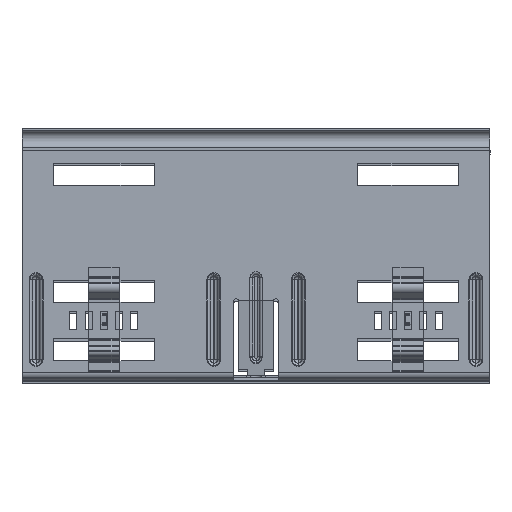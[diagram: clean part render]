
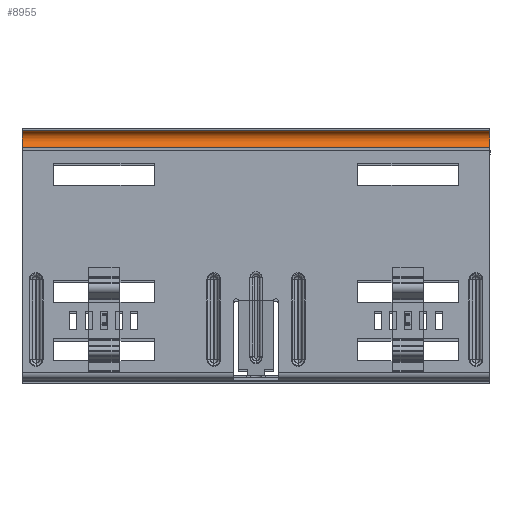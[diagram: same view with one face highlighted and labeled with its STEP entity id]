
A CAD part, top view. The second image highlights one B-rep face of the part: STEP entity #8955.
In plain terms, the highlighted cylindrical face has radius 3.7 mm (diameter 7.4 mm), a partial arc.
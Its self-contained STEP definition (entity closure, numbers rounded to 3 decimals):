
#127 = CARTESIAN_POINT ( 'NONE',  ( 4.75, 106.571, 100. ) ) ;
#154 = VECTOR ( 'NONE', #9784, 1000. ) ;
#519 = CARTESIAN_POINT ( 'NONE',  ( 4.75, 102.871, -100. ) ) ;
#972 = CIRCLE ( 'NONE', #3677, 3.7 ) ;
#1199 = CARTESIAN_POINT ( 'NONE',  ( 4.75, 106.571, 100. ) ) ;
#1774 = CARTESIAN_POINT ( 'NONE',  ( 4.75, 99.171, 100. ) ) ;
#2168 = DIRECTION ( 'NONE',  ( 0., 1., 0. ) ) ;
#3677 = AXIS2_PLACEMENT_3D ( 'NONE', #519, #11823, #2168 ) ;
#3695 = FACE_OUTER_BOUND ( 'NONE', #12522, .T. ) ;
#3873 = CARTESIAN_POINT ( 'NONE',  ( 4.75, 106.571, -100. ) ) ;
#3961 = DIRECTION ( 'NONE',  ( 0., 1., 0. ) ) ;
#3996 = AXIS2_PLACEMENT_3D ( 'NONE', #15374, #16963, #3961 ) ;
#4509 = LINE ( 'NONE', #127, #154 ) ;
#5597 = DIRECTION ( 'NONE',  ( 0., 0., 1. ) ) ;
#5978 = ORIENTED_EDGE ( 'NONE', *, *, #15633, .T. ) ;
#6228 = ORIENTED_EDGE ( 'NONE', *, *, #12982, .F. ) ;
#7244 = VERTEX_POINT ( 'NONE', #3873 ) ;
#8955 = ADVANCED_FACE ( 'NONE', ( #3695 ), #20347, .F. ) ;
#9289 = VERTEX_POINT ( 'NONE', #1774 ) ;
#9396 = ORIENTED_EDGE ( 'NONE', *, *, #15847, .T. ) ;
#9784 = DIRECTION ( 'NONE',  ( 0., 0., -1. ) ) ;
#9797 = ORIENTED_EDGE ( 'NONE', *, *, #20245, .T. ) ;
#10128 = VECTOR ( 'NONE', #18992, 1000. ) ;
#11823 = DIRECTION ( 'NONE',  ( 0., 0., -1. ) ) ;
#12497 = CARTESIAN_POINT ( 'NONE',  ( 4.75, 99.171, 100. ) ) ;
#12522 = EDGE_LOOP ( 'NONE', ( #9797, #6228, #9396, #5978 ) ) ;
#12906 = AXIS2_PLACEMENT_3D ( 'NONE', #15316, #5597, #16918 ) ;
#12982 = EDGE_CURVE ( 'NONE', #9289, #17028, #18759, .T. ) ;
#15200 = CARTESIAN_POINT ( 'NONE',  ( 4.75, 99.171, -100. ) ) ;
#15316 = CARTESIAN_POINT ( 'NONE',  ( 4.75, 102.871, 100. ) ) ;
#15374 = CARTESIAN_POINT ( 'NONE',  ( 4.75, 102.871, 200.417 ) ) ;
#15633 = EDGE_CURVE ( 'NONE', #19368, #7244, #4509, .T. ) ;
#15847 = EDGE_CURVE ( 'NONE', #9289, #19368, #18591, .T. ) ;
#16918 = DIRECTION ( 'NONE',  ( 0., -1., 0. ) ) ;
#16963 = DIRECTION ( 'NONE',  ( 0., 0., -1. ) ) ;
#17028 = VERTEX_POINT ( 'NONE', #15200 ) ;
#18591 = CIRCLE ( 'NONE', #12906, 3.7 ) ;
#18759 = LINE ( 'NONE', #12497, #10128 ) ;
#18992 = DIRECTION ( 'NONE',  ( 0., 0., -1. ) ) ;
#19368 = VERTEX_POINT ( 'NONE', #1199 ) ;
#20245 = EDGE_CURVE ( 'NONE', #7244, #17028, #972, .T. ) ;
#20347 = CYLINDRICAL_SURFACE ( 'NONE', #3996, 3.7 ) ;
